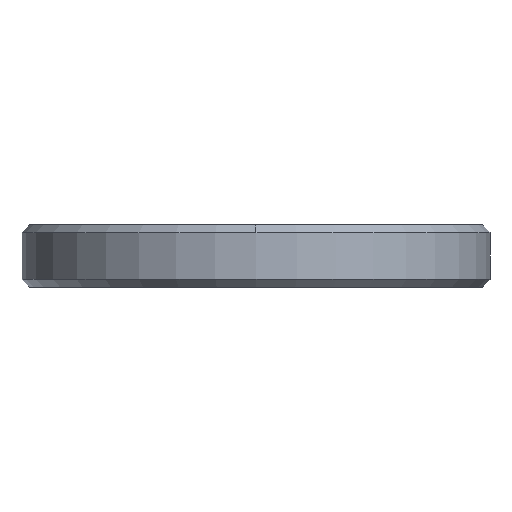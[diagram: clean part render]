
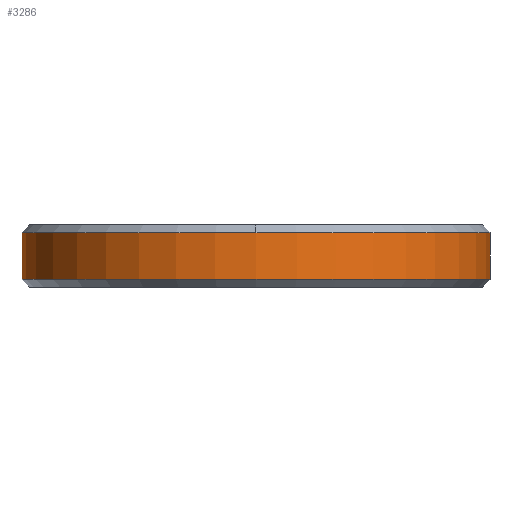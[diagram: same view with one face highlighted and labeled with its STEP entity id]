
A CAD part, left-side view. The second image highlights one B-rep face of the part: STEP entity #3286.
In plain terms, the highlighted cylindrical face has radius 30 mm (diameter 60 mm), a partial arc.
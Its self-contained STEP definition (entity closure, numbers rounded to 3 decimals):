
#72 = CARTESIAN_POINT ( 'NONE',  ( 0., 30., -8. ) ) ;
#186 = DIRECTION ( 'NONE',  ( 0., 0., 1. ) ) ;
#215 = VECTOR ( 'NONE', #1198, 1000. ) ;
#353 = LINE ( 'NONE', #72, #215 ) ;
#393 = AXIS2_PLACEMENT_3D ( 'NONE', #3232, #186, #2722 ) ;
#421 = ORIENTED_EDGE ( 'NONE', *, *, #849, .T. ) ;
#572 = VECTOR ( 'NONE', #2120, 1000. ) ;
#678 = ORIENTED_EDGE ( 'NONE', *, *, #2325, .F. ) ;
#683 = DIRECTION ( 'NONE',  ( 0., 0., 1. ) ) ;
#722 = EDGE_LOOP ( 'NONE', ( #798, #421, #1444, #678, #1925 ) ) ;
#740 = CARTESIAN_POINT ( 'NONE',  ( 0., -30., -8. ) ) ;
#798 = ORIENTED_EDGE ( 'NONE', *, *, #1937, .T. ) ;
#833 = VERTEX_POINT ( 'NONE', #3394 ) ;
#849 = EDGE_CURVE ( 'NONE', #1826, #2591, #2016, .T. ) ;
#957 = FACE_OUTER_BOUND ( 'NONE', #722, .T. ) ;
#1198 = DIRECTION ( 'NONE',  ( 0., 0., 1. ) ) ;
#1334 = CIRCLE ( 'NONE', #1620, 30. ) ;
#1370 = AXIS2_PLACEMENT_3D ( 'NONE', #2306, #683, #3399 ) ;
#1435 = VERTEX_POINT ( 'NONE', #1934 ) ;
#1444 = ORIENTED_EDGE ( 'NONE', *, *, #2715, .T. ) ;
#1589 = DIRECTION ( 'NONE',  ( 0., 0., -1. ) ) ;
#1620 = AXIS2_PLACEMENT_3D ( 'NONE', #2392, #3340, #1861 ) ;
#1798 = CARTESIAN_POINT ( 'NONE',  ( 0., -30., -7. ) ) ;
#1826 = VERTEX_POINT ( 'NONE', #3136 ) ;
#1861 = DIRECTION ( 'NONE',  ( 1., 0., 0. ) ) ;
#1925 = ORIENTED_EDGE ( 'NONE', *, *, #2338, .T. ) ;
#1934 = CARTESIAN_POINT ( 'NONE',  ( 0., 30., -7. ) ) ;
#1937 = EDGE_CURVE ( 'NONE', #3290, #1826, #2959, .T. ) ;
#1965 = CIRCLE ( 'NONE', #393, 30. ) ;
#2016 = CIRCLE ( 'NONE', #3030, 30. ) ;
#2072 = CARTESIAN_POINT ( 'NONE',  ( -30., 0., -1. ) ) ;
#2078 = CYLINDRICAL_SURFACE ( 'NONE', #1370, 30. ) ;
#2120 = DIRECTION ( 'NONE',  ( 0., 0., 1. ) ) ;
#2184 = DIRECTION ( 'NONE',  ( 1., 0., 0. ) ) ;
#2306 = CARTESIAN_POINT ( 'NONE',  ( 0., 0., -8. ) ) ;
#2325 = EDGE_CURVE ( 'NONE', #1435, #833, #353, .T. ) ;
#2338 = EDGE_CURVE ( 'NONE', #1435, #3290, #1965, .T. ) ;
#2392 = CARTESIAN_POINT ( 'NONE',  ( 0., 0., -1. ) ) ;
#2591 = VERTEX_POINT ( 'NONE', #2072 ) ;
#2604 = CARTESIAN_POINT ( 'NONE',  ( 0., 0., -1. ) ) ;
#2715 = EDGE_CURVE ( 'NONE', #2591, #833, #1334, .T. ) ;
#2722 = DIRECTION ( 'NONE',  ( 1., 0., 0. ) ) ;
#2959 = LINE ( 'NONE', #740, #572 ) ;
#3030 = AXIS2_PLACEMENT_3D ( 'NONE', #2604, #1589, #2184 ) ;
#3136 = CARTESIAN_POINT ( 'NONE',  ( 0., -30., -1. ) ) ;
#3232 = CARTESIAN_POINT ( 'NONE',  ( 0., 0., -7. ) ) ;
#3286 = ADVANCED_FACE ( 'NONE', ( #957 ), #2078, .T. ) ;
#3290 = VERTEX_POINT ( 'NONE', #1798 ) ;
#3340 = DIRECTION ( 'NONE',  ( 0., 0., -1. ) ) ;
#3394 = CARTESIAN_POINT ( 'NONE',  ( 0., 30., -1. ) ) ;
#3399 = DIRECTION ( 'NONE',  ( 1., 0., 0. ) ) ;
